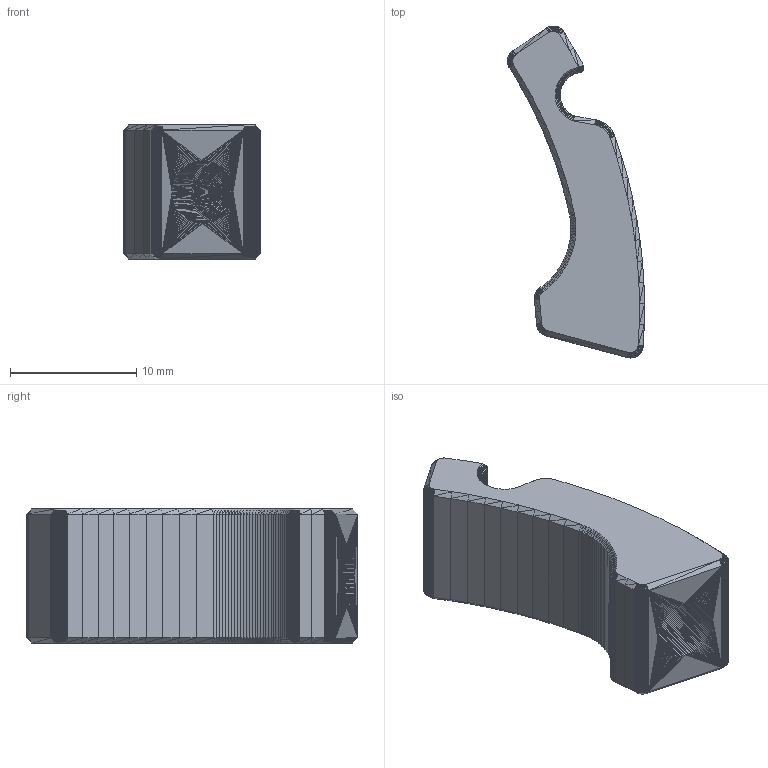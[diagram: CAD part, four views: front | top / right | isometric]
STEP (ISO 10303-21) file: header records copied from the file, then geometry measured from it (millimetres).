
FILE_DESCRIPTION(('FreeCAD Model'),'2;1');
FILE_NAME('./VORON_Pocketwatch/STLs/[a]_Latch_Shuttle_x1.step', '2020-04-30T23:05:19',('FreeCAD'),('FreeCAD'), 'Open CASCADE STEP processor 7.3','FreeCAD','Unknown');
FILE_SCHEMA(('AUTOMOTIVE_DESIGN { 1 0 10303 214 1 1 1 1 }'));
Products named in the file (1): Open CASCADE STEP translator 7.3 1
Bounding box: 10.84 x 26.24 x 10.6 mm (x, y, z)
Surface area: 1082.4 mm2 (no closed solid volume)
Topology: 0 solids, 1 shells, 3172 faces, 5313 edges, 2143 vertices
Faces by surface type: plane 3172
Entity records: 66871 total; most frequent: DIRECTION 11659, CARTESIAN_POINT 10629, ORIENTED_EDGE 10626, EDGE_CURVE 5313, LINE 5313, VECTOR 5313, AXIS2_PLACEMENT_3D 3173, ADVANCED_FACE 3172
